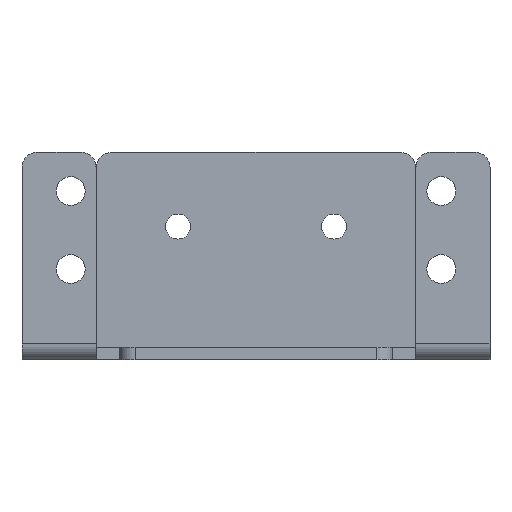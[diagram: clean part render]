
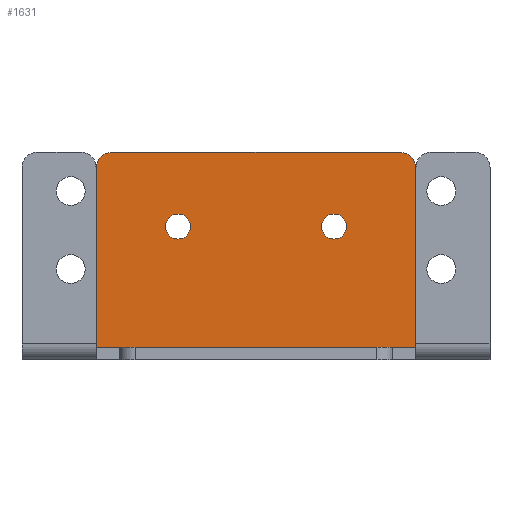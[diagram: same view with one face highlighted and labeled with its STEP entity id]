
A CAD part, top view. The second image highlights one B-rep face of the part: STEP entity #1631.
In plain terms, the highlighted planar face has unit normal (0, 0, 1).
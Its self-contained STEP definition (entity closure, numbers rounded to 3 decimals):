
#91 = VERTEX_POINT ( 'NONE', #645 ) ;
#122 = DIRECTION ( 'NONE',  ( 0., 0., 1. ) ) ;
#249 = VECTOR ( 'NONE', #3329, 1000. ) ;
#390 = DIRECTION ( 'NONE',  ( 1., 0., 0. ) ) ;
#399 = CARTESIAN_POINT ( 'NONE',  ( -28.773, 4.107, -5.041 ) ) ;
#477 = DIRECTION ( 'NONE',  ( 0., 0., 1. ) ) ;
#525 = LINE ( 'NONE', #1058, #831 ) ;
#536 = EDGE_LOOP ( 'NONE', ( #710, #1999, #3226, #2234, #1044, #1950 ) ) ;
#585 = EDGE_CURVE ( 'NONE', #1343, #1915, #1443, .T. ) ;
#639 = CARTESIAN_POINT ( 'NONE',  ( -30.373, 4.107, -5.041 ) ) ;
#645 = CARTESIAN_POINT ( 'NONE',  ( -10.373, 4.107, -5.041 ) ) ;
#673 = DIRECTION ( 'NONE',  ( 0., 0., 1. ) ) ;
#684 = FACE_OUTER_BOUND ( 'NONE', #536, .T. ) ;
#710 = ORIENTED_EDGE ( 'NONE', *, *, #3232, .F. ) ;
#756 = CARTESIAN_POINT ( 'NONE',  ( -39.273, 13.612, -5.041 ) ) ;
#770 = VECTOR ( 'NONE', #2824, 1000. ) ;
#796 = CIRCLE ( 'NONE', #2747, 1.6 ) ;
#831 = VECTOR ( 'NONE', #1324, 1000. ) ;
#918 = CARTESIAN_POINT ( 'NONE',  ( -0.273, 11.612, -5.041 ) ) ;
#929 = PLANE ( 'NONE',  #1553 ) ;
#1003 = CARTESIAN_POINT ( 'NONE',  ( -7.173, 4.107, -5.041 ) ) ;
#1008 = AXIS2_PLACEMENT_3D ( 'NONE', #918, #2957, #1145 ) ;
#1010 = EDGE_CURVE ( 'NONE', #2312, #2752, #2759, .T. ) ;
#1044 = ORIENTED_EDGE ( 'NONE', *, *, #1010, .F. ) ;
#1058 = CARTESIAN_POINT ( 'NONE',  ( -39.273, -11.388, -5.041 ) ) ;
#1060 = CARTESIAN_POINT ( 'NONE',  ( -37.273, 13.612, -5.041 ) ) ;
#1064 = EDGE_CURVE ( 'NONE', #2319, #1470, #2712, .T. ) ;
#1096 = AXIS2_PLACEMENT_3D ( 'NONE', #1410, #673, #1728 ) ;
#1139 = EDGE_CURVE ( 'NONE', #2312, #3129, #3300, .T. ) ;
#1145 = DIRECTION ( 'NONE',  ( -1., 0., 0. ) ) ;
#1179 = ORIENTED_EDGE ( 'NONE', *, *, #1230, .F. ) ;
#1184 = EDGE_LOOP ( 'NONE', ( #2748, #2542 ) ) ;
#1229 = CARTESIAN_POINT ( 'NONE',  ( -28.773, 4.107, -5.041 ) ) ;
#1230 = EDGE_CURVE ( 'NONE', #1470, #2319, #1936, .T. ) ;
#1234 = CARTESIAN_POINT ( 'NONE',  ( 1.727, 11.612, -5.041 ) ) ;
#1291 = AXIS2_PLACEMENT_3D ( 'NONE', #1229, #477, #2539 ) ;
#1305 = LINE ( 'NONE', #756, #249 ) ;
#1324 = DIRECTION ( 'NONE',  ( 1., 0., 0. ) ) ;
#1332 = EDGE_CURVE ( 'NONE', #3293, #91, #2262, .T. ) ;
#1343 = VERTEX_POINT ( 'NONE', #1060 ) ;
#1372 = VECTOR ( 'NONE', #2921, 1000. ) ;
#1410 = CARTESIAN_POINT ( 'NONE',  ( -37.273, 11.612, -5.041 ) ) ;
#1443 = CIRCLE ( 'NONE', #1096, 2. ) ;
#1470 = VERTEX_POINT ( 'NONE', #639 ) ;
#1506 = CARTESIAN_POINT ( 'NONE',  ( -8.773, 4.107, -5.041 ) ) ;
#1553 = AXIS2_PLACEMENT_3D ( 'NONE', #1679, #2457, #1928 ) ;
#1561 = FACE_BOUND ( 'NONE', #2335, .T. ) ;
#1620 = CARTESIAN_POINT ( 'NONE',  ( 1.727, 13.612, -5.041 ) ) ;
#1631 = ADVANCED_FACE ( 'NONE', ( #2786, #1561, #684 ), #929, .F. ) ;
#1636 = CARTESIAN_POINT ( 'NONE',  ( -0.273, 13.612, -5.041 ) ) ;
#1679 = CARTESIAN_POINT ( 'NONE',  ( -39.273, 13.612, -5.041 ) ) ;
#1728 = DIRECTION ( 'NONE',  ( -1., 0., 0. ) ) ;
#1734 = LINE ( 'NONE', #2054, #770 ) ;
#1797 = DIRECTION ( 'NONE',  ( 1., 0., 0. ) ) ;
#1804 = AXIS2_PLACEMENT_3D ( 'NONE', #1506, #3343, #2288 ) ;
#1892 = EDGE_CURVE ( 'NONE', #1915, #2281, #1734, .T. ) ;
#1915 = VERTEX_POINT ( 'NONE', #3181 ) ;
#1928 = DIRECTION ( 'NONE',  ( -1., 0., 0. ) ) ;
#1936 = CIRCLE ( 'NONE', #1291, 1.6 ) ;
#1950 = ORIENTED_EDGE ( 'NONE', *, *, #1139, .T. ) ;
#1999 = ORIENTED_EDGE ( 'NONE', *, *, #585, .T. ) ;
#2054 = CARTESIAN_POINT ( 'NONE',  ( -39.273, 13.612, -5.041 ) ) ;
#2234 = ORIENTED_EDGE ( 'NONE', *, *, #2963, .T. ) ;
#2262 = CIRCLE ( 'NONE', #1804, 1.6 ) ;
#2274 = CARTESIAN_POINT ( 'NONE',  ( -39.273, -11.388, -5.041 ) ) ;
#2281 = VERTEX_POINT ( 'NONE', #2274 ) ;
#2288 = DIRECTION ( 'NONE',  ( 1., 0., 0. ) ) ;
#2306 = CARTESIAN_POINT ( 'NONE',  ( -8.773, 4.107, -5.041 ) ) ;
#2312 = VERTEX_POINT ( 'NONE', #1234 ) ;
#2319 = VERTEX_POINT ( 'NONE', #2755 ) ;
#2335 = EDGE_LOOP ( 'NONE', ( #2628, #1179 ) ) ;
#2346 = AXIS2_PLACEMENT_3D ( 'NONE', #399, #122, #390 ) ;
#2457 = DIRECTION ( 'NONE',  ( 0., 0., -1. ) ) ;
#2539 = DIRECTION ( 'NONE',  ( 1., 0., 0. ) ) ;
#2542 = ORIENTED_EDGE ( 'NONE', *, *, #3255, .F. ) ;
#2583 = DIRECTION ( 'NONE',  ( 0., 0., 1. ) ) ;
#2628 = ORIENTED_EDGE ( 'NONE', *, *, #1064, .F. ) ;
#2712 = CIRCLE ( 'NONE', #2346, 1.6 ) ;
#2747 = AXIS2_PLACEMENT_3D ( 'NONE', #2306, #2583, #1797 ) ;
#2748 = ORIENTED_EDGE ( 'NONE', *, *, #1332, .F. ) ;
#2752 = VERTEX_POINT ( 'NONE', #3038 ) ;
#2755 = CARTESIAN_POINT ( 'NONE',  ( -27.173, 4.107, -5.041 ) ) ;
#2759 = LINE ( 'NONE', #1620, #1372 ) ;
#2786 = FACE_BOUND ( 'NONE', #1184, .T. ) ;
#2824 = DIRECTION ( 'NONE',  ( 0., -1., 0. ) ) ;
#2921 = DIRECTION ( 'NONE',  ( 0., -1., 0. ) ) ;
#2957 = DIRECTION ( 'NONE',  ( 0., 0., 1. ) ) ;
#2963 = EDGE_CURVE ( 'NONE', #2281, #2752, #525, .T. ) ;
#3038 = CARTESIAN_POINT ( 'NONE',  ( 1.727, -11.388, -5.041 ) ) ;
#3129 = VERTEX_POINT ( 'NONE', #1636 ) ;
#3181 = CARTESIAN_POINT ( 'NONE',  ( -39.273, 11.612, -5.041 ) ) ;
#3226 = ORIENTED_EDGE ( 'NONE', *, *, #1892, .T. ) ;
#3232 = EDGE_CURVE ( 'NONE', #1343, #3129, #1305, .T. ) ;
#3255 = EDGE_CURVE ( 'NONE', #91, #3293, #796, .T. ) ;
#3293 = VERTEX_POINT ( 'NONE', #1003 ) ;
#3300 = CIRCLE ( 'NONE', #1008, 2. ) ;
#3329 = DIRECTION ( 'NONE',  ( 1., 0., 0. ) ) ;
#3343 = DIRECTION ( 'NONE',  ( 0., 0., 1. ) ) ;
